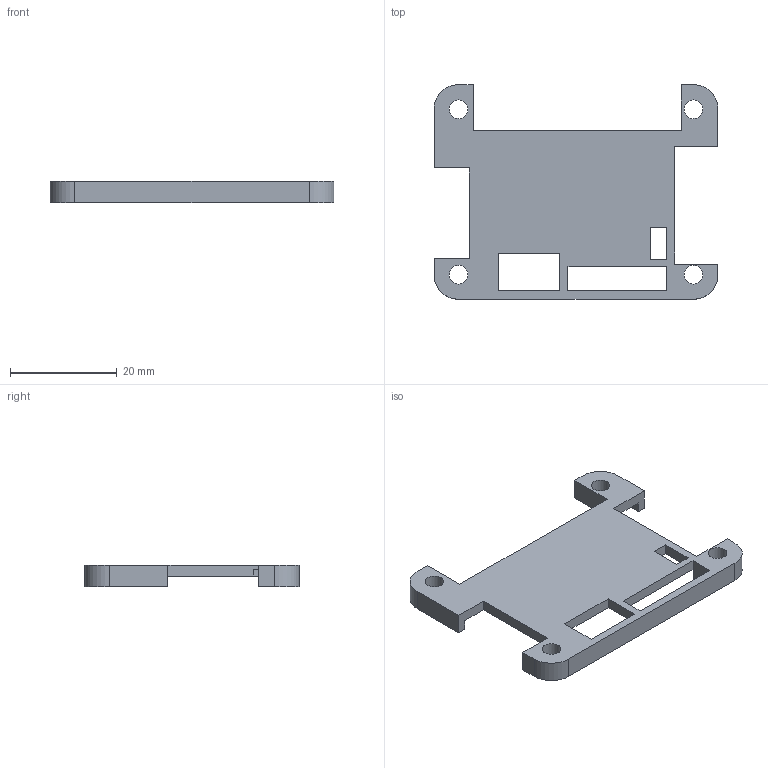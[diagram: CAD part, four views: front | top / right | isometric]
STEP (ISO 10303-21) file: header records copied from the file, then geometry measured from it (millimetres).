
FILE_DESCRIPTION(/* description */ (''),/* implementation_level */ '2;1');
FILE_NAME(/* name */ 'Icebreaker Case Top Incl CReset.step',/* time_stamp */ '2019-01-13T19:57:48+01:00',/* author */ ('fusion360Y89T7'),/* organization */ (''),/* preprocessor_version */ 'ST-DEVELOPER v17.2',/* originating_system */ 'Autodesk Translation Framework v7.6.0.251',/* authorisation */ '');
FILE_SCHEMA (('AUTOMOTIVE_DESIGN { 1 0 10303 214 3 1 1 }'));
Length unit declared in the file: millimetre
Products named in the file (1): top incl Creset
Bounding box: 53.2 x 40.2 x 4 mm (x, y, z)
Volume: 3004.6 mm3; surface area: 3816.7 mm2
Topology: 1 solids, 1 shells, 54 faces, 158 edges, 105 vertices
Faces by surface type: plane 46, cylinder 8
Full cylindrical faces by diameter (mm): 3.5 x4
Entity records: 1835 total; most frequent: CARTESIAN_POINT 318, ORIENTED_EDGE 316, DIRECTION 288, EDGE_CURVE 158, LINE 138, VECTOR 138, VERTEX_POINT 105, AXIS2_PLACEMENT_3D 75
